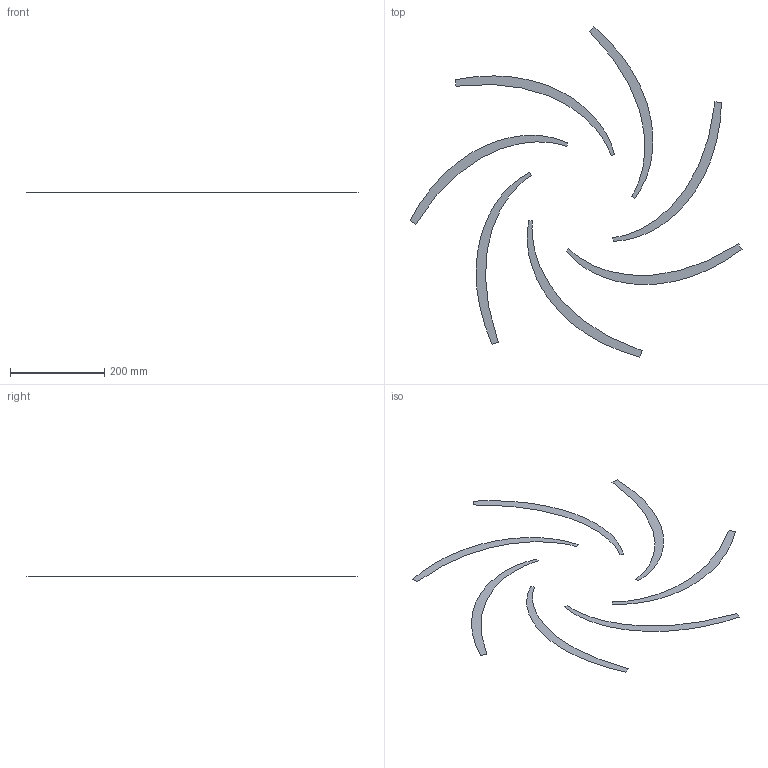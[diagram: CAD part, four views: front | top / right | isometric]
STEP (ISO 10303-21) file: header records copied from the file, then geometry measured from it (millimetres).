
FILE_DESCRIPTION(('Open CASCADE Model'),'2;1');
FILE_NAME('Open CASCADE Shape Model','2025-05-27T15:31:01',('Author'),( 'Open CASCADE'),'Open CASCADE STEP processor 7.7','Open CASCADE 7.7' ,'Unknown');
FILE_SCHEMA(('AUTOMOTIVE_DESIGN { 1 0 10303 214 1 1 1 1 }'));
Length unit declared in the file: millimetre
Products named in the file (8): Open CASCADE STEP translator 7.7 9; Open CASCADE STEP translator 7.7 9.1; Open CASCADE STEP translator 7.7 9.2; Open CASCADE STEP translator 7.7 9.3; Open CASCADE STEP translator 7.7 9.4; Open CASCADE STEP translator 7.7 9.5; Open CASCADE STEP translator 7.7 9.6; Open CASCADE STEP translator 7.7 9.7
Assembly tree (7 placements, depth 2):
  Open CASCADE STEP translator 7.7 9
    Open CASCADE STEP translator 7.7 9.1
    Open CASCADE STEP translator 7.7 9.2
    Open CASCADE STEP translator 7.7 9.3
    Open CASCADE STEP translator 7.7 9.4
    Open CASCADE STEP translator 7.7 9.5
    Open CASCADE STEP translator 7.7 9.6
    Open CASCADE STEP translator 7.7 9.7
Bounding box: 705.8 x 701.61 x 0 mm (x, y, z)
Surface area: 46979.5 mm2 (no closed solid volume)
Topology: 0 solids, 7 shells, 7 faces, 28 edges, 28 vertices
Faces by surface type: plane 7
Entity records: 912 total; most frequent: CARTESIAN_POINT 435, DIRECTION 58, ORIENTED_EDGE 28, EDGE_CURVE 28, VERTEX_POINT 28, SURFACE_CURVE 28, B_SPLINE_CURVE_WITH_KNOTS 28, PCURVE 28
